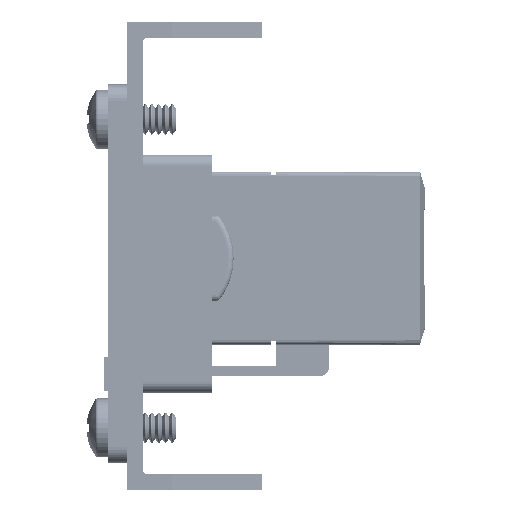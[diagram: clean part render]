
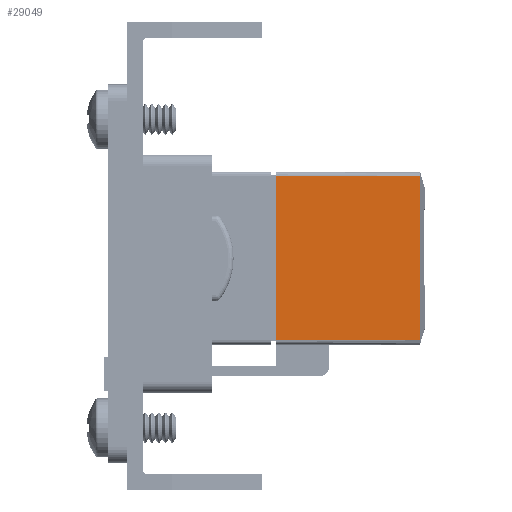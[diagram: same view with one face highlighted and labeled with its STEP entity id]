
A CAD part, left-side view. The second image highlights one B-rep face of the part: STEP entity #29049.
In plain terms, the highlighted face is planar.
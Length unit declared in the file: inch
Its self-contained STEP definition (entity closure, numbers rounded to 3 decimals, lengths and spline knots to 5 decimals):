
#144 = CARTESIAN_POINT ( 'NONE',  ( 0.2874, 0.58661, -0.30374 ) ) ;
#1704 = CARTESIAN_POINT ( 'NONE',  ( 0.2874, 0.58661, 0.30374 ) ) ;
#2950 = ORIENTED_EDGE ( 'NONE', *, *, #11271, .T. ) ;
#5028 = ORIENTED_EDGE ( 'NONE', *, *, #5911, .F. ) ;
#5433 = DIRECTION ( 'NONE',  ( 0., -1., 0. ) ) ;
#5652 = EDGE_LOOP ( 'NONE', ( #2950, #23306, #5028, #26017 ) ) ;
#5911 = EDGE_CURVE ( 'NONE', #32990, #31401, #40374, .T. ) ;
#6967 = PLANE ( 'NONE',  #34421 ) ;
#10497 = VECTOR ( 'NONE', #5433, 39.37008 ) ;
#11271 = EDGE_CURVE ( 'NONE', #20561, #13953, #28591, .T. ) ;
#13140 = CARTESIAN_POINT ( 'NONE',  ( 0.2874, -0.56693, -0.30374 ) ) ;
#13724 = CARTESIAN_POINT ( 'NONE',  ( 0.2874, -0.03543, -0.30374 ) ) ;
#13953 = VERTEX_POINT ( 'NONE', #13140 ) ;
#16470 = VECTOR ( 'NONE', #44175, 39.37008 ) ;
#17638 = VECTOR ( 'NONE', #40468, 39.37008 ) ;
#20101 = CARTESIAN_POINT ( 'NONE',  ( 0.2874, -0.03543, 0.31949 ) ) ;
#20273 = LINE ( 'NONE', #1704, #10497 ) ;
#20561 = VERTEX_POINT ( 'NONE', #42907 ) ;
#20877 = VECTOR ( 'NONE', #33504, 39.37008 ) ;
#21728 = DIRECTION ( 'NONE',  ( -1., 0., 0. ) ) ;
#23306 = ORIENTED_EDGE ( 'NONE', *, *, #27587, .T. ) ;
#26017 = ORIENTED_EDGE ( 'NONE', *, *, #40795, .T. ) ;
#27587 = EDGE_CURVE ( 'NONE', #13953, #31401, #38294, .T. ) ;
#28591 = LINE ( 'NONE', #33277, #17638 ) ;
#28950 = CARTESIAN_POINT ( 'NONE',  ( 0.2874, 0.58661, -0.31949 ) ) ;
#29049 = ADVANCED_FACE ( 'NONE', ( #39918 ), #6967, .F. ) ;
#31401 = VERTEX_POINT ( 'NONE', #13724 ) ;
#32990 = VERTEX_POINT ( 'NONE', #35315 ) ;
#33277 = CARTESIAN_POINT ( 'NONE',  ( 0.2874, -0.56693, -0.31949 ) ) ;
#33504 = DIRECTION ( 'NONE',  ( 0., 0., -1. ) ) ;
#34421 = AXIS2_PLACEMENT_3D ( 'NONE', #28950, #21728, #47358 ) ;
#35315 = CARTESIAN_POINT ( 'NONE',  ( 0.2874, -0.03543, 0.30374 ) ) ;
#38294 = LINE ( 'NONE', #144, #16470 ) ;
#39918 = FACE_OUTER_BOUND ( 'NONE', #5652, .T. ) ;
#40374 = LINE ( 'NONE', #20101, #20877 ) ;
#40468 = DIRECTION ( 'NONE',  ( 0., 0., -1. ) ) ;
#40795 = EDGE_CURVE ( 'NONE', #32990, #20561, #20273, .T. ) ;
#42907 = CARTESIAN_POINT ( 'NONE',  ( 0.2874, -0.56693, 0.30374 ) ) ;
#44175 = DIRECTION ( 'NONE',  ( 0., 1., 0. ) ) ;
#47358 = DIRECTION ( 'NONE',  ( 0., 0., 1. ) ) ;
